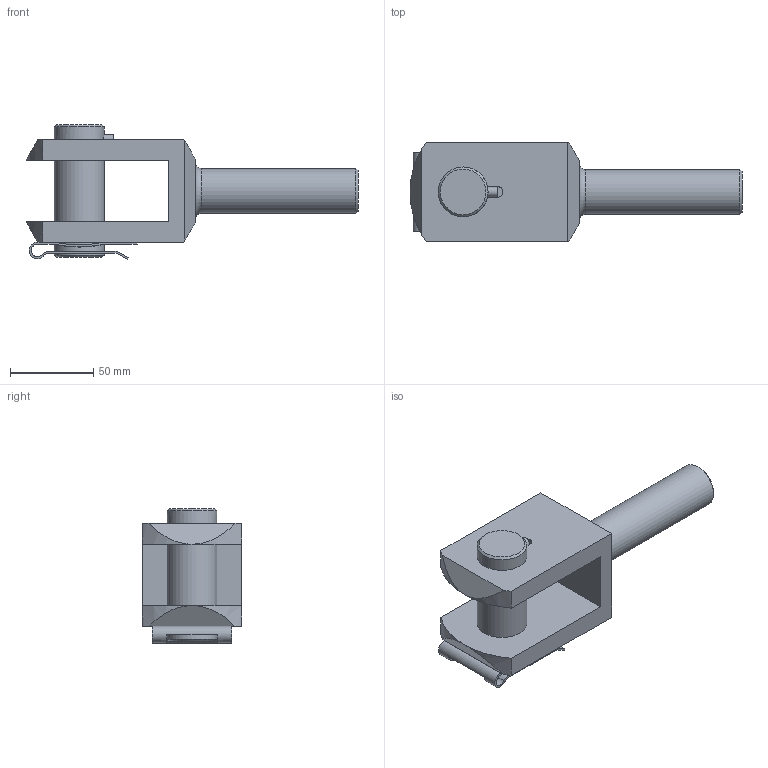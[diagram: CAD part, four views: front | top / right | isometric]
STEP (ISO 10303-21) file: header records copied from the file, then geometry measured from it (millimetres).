
FILE_DESCRIPTION(/* description */ ('STEP AP214'),/* implementation_level */ '2;1');
FILE_NAME(/* name */ '10770_SGA-M27X2',/* time_stamp */ '2024-09-15T02:20:36+02:00',/* author */ ('License CC BY-ND 4.0'),/* organization */ ('CADENAS'),/* preprocessor_version */ 'ST-DEVELOPER v19.3',/* originating_system */ 'PARTsolutions',/* authorisation */ ' ');
FILE_SCHEMA (('AUTOMOTIVE_DESIGN {1 0 10303 214 3 1 1}'));
Length unit declared in the file: millimetre
Products named in the file (1): 10770 SGA-M27x2
Bounding box: 200 x 60 x 81.29 mm (x, y, z)
Volume: 273071.2 mm3; surface area: 51418.8 mm2
Topology: 1 solids, 1 shells, 64 faces, 177 edges, 116 vertices
Faces by surface type: plane 35, cylinder 24, cone 4, torus 1
Full cylindrical faces by diameter (mm): 6.1 x1, 27 x1, 30 x3
Entity records: 2039 total; most frequent: CARTESIAN_POINT 390, DIRECTION 344, ORIENTED_EDGE 324, EDGE_CURVE 162, AXIS2_PLACEMENT_3D 121, VERTEX_POINT 112, LINE 102, VECTOR 102
